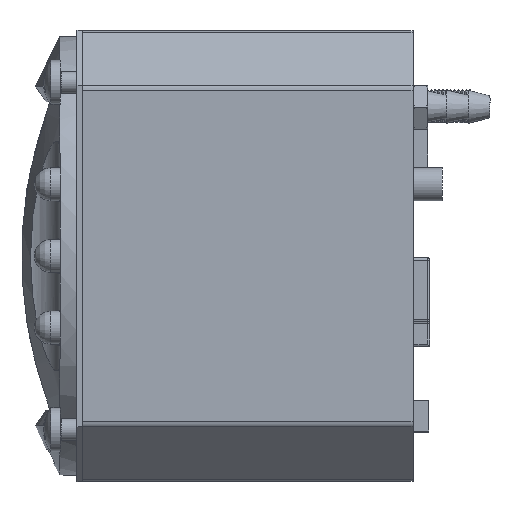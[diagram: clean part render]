
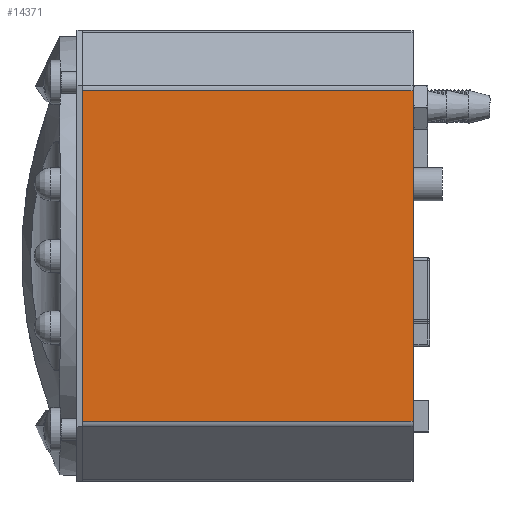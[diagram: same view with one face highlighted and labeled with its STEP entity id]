
A CAD part, left-side view. The second image highlights one B-rep face of the part: STEP entity #14371.
In plain terms, the highlighted planar face has unit normal (-1, 0, 0).
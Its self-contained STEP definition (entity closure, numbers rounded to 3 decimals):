
#13947 = CYLINDRICAL_SURFACE('',#13948,1.3);
#13948 = AXIS2_PLACEMENT_3D('',#13949,#13950,#13951);
#13949 = CARTESIAN_POINT('',(1.3,30.,30.));
#13950 = DIRECTION('',(0.,-1.,0.));
#13951 = DIRECTION('',(-1.,0.,0.));
#14040 = VERTEX_POINT('',#14041);
#14041 = CARTESIAN_POINT('',(0.,-30.,30.));
#14102 = PLANE('',#14103);
#14103 = AXIS2_PLACEMENT_3D('',#14104,#14105,#14106);
#14104 = CARTESIAN_POINT('',(0.,-30.,-30.));
#14105 = DIRECTION('',(0.,-1.,0.));
#14106 = DIRECTION('',(0.,0.,1.));
#14150 = VERTEX_POINT('',#14151);
#14151 = CARTESIAN_POINT('',(0.,30.,30.));
#14179 = EDGE_CURVE('',#14040,#14150,#14180,.T.);
#14180 = SURFACE_CURVE('',#14181,(#14185,#14192),.PCURVE_S1.);
#14181 = LINE('',#14182,#14183);
#14182 = CARTESIAN_POINT('',(0.,-30.,30.));
#14183 = VECTOR('',#14184,1.);
#14184 = DIRECTION('',(0.,1.,0.));
#14185 = PCURVE('',#13947,#14186);
#14186 = DEFINITIONAL_REPRESENTATION('',(#14187),#14191);
#14187 = LINE('',#14188,#14189);
#14188 = CARTESIAN_POINT('',(-0.,60.));
#14189 = VECTOR('',#14190,1.);
#14190 = DIRECTION('',(-0.,-1.));
#14191 = ( GEOMETRIC_REPRESENTATION_CONTEXT(2) 
PARAMETRIC_REPRESENTATION_CONTEXT() REPRESENTATION_CONTEXT('2D SPACE',''
  ) );
#14192 = PCURVE('',#14193,#14198);
#14193 = PLANE('',#14194);
#14194 = AXIS2_PLACEMENT_3D('',#14195,#14196,#14197);
#14195 = CARTESIAN_POINT('',(0.,0.,0.));
#14196 = DIRECTION('',(-1.,0.,0.));
#14197 = DIRECTION('',(0.,0.,-1.));
#14198 = DEFINITIONAL_REPRESENTATION('',(#14199),#14203);
#14199 = LINE('',#14200,#14201);
#14200 = CARTESIAN_POINT('',(-30.,30.));
#14201 = VECTOR('',#14202,1.);
#14202 = DIRECTION('',(0.,-1.));
#14203 = ( GEOMETRIC_REPRESENTATION_CONTEXT(2) 
PARAMETRIC_REPRESENTATION_CONTEXT() REPRESENTATION_CONTEXT('2D SPACE',''
  ) );
#14268 = VERTEX_POINT('',#14269);
#14269 = CARTESIAN_POINT('',(0.,-30.,-30.));
#14319 = EDGE_CURVE('',#14268,#14040,#14320,.T.);
#14320 = SURFACE_CURVE('',#14321,(#14325,#14332),.PCURVE_S1.);
#14321 = LINE('',#14322,#14323);
#14322 = CARTESIAN_POINT('',(0.,-30.,-30.));
#14323 = VECTOR('',#14324,1.);
#14324 = DIRECTION('',(0.,0.,1.));
#14325 = PCURVE('',#14102,#14326);
#14326 = DEFINITIONAL_REPRESENTATION('',(#14327),#14331);
#14327 = LINE('',#14328,#14329);
#14328 = CARTESIAN_POINT('',(0.,0.));
#14329 = VECTOR('',#14330,1.);
#14330 = DIRECTION('',(1.,0.));
#14331 = ( GEOMETRIC_REPRESENTATION_CONTEXT(2) 
PARAMETRIC_REPRESENTATION_CONTEXT() REPRESENTATION_CONTEXT('2D SPACE',''
  ) );
#14332 = PCURVE('',#14193,#14333);
#14333 = DEFINITIONAL_REPRESENTATION('',(#14334),#14338);
#14334 = LINE('',#14335,#14336);
#14335 = CARTESIAN_POINT('',(30.,30.));
#14336 = VECTOR('',#14337,1.);
#14337 = DIRECTION('',(-1.,0.));
#14338 = ( GEOMETRIC_REPRESENTATION_CONTEXT(2) 
PARAMETRIC_REPRESENTATION_CONTEXT() REPRESENTATION_CONTEXT('2D SPACE',''
  ) );
#14360 = PLANE('',#14361);
#14361 = AXIS2_PLACEMENT_3D('',#14362,#14363,#14364);
#14362 = CARTESIAN_POINT('',(0.,30.,30.));
#14363 = DIRECTION('',(0.,1.,0.));
#14364 = DIRECTION('',(0.,0.,-1.));
#14371 = ADVANCED_FACE('',(#14372),#14193,.T.);
#14372 = FACE_BOUND('',#14373,.T.);
#14373 = EDGE_LOOP('',(#14374,#14375,#14398,#14424));
#14374 = ORIENTED_EDGE('',*,*,#14179,.T.);
#14375 = ORIENTED_EDGE('',*,*,#14376,.T.);
#14376 = EDGE_CURVE('',#14150,#14377,#14379,.T.);
#14377 = VERTEX_POINT('',#14378);
#14378 = CARTESIAN_POINT('',(0.,30.,-30.));
#14379 = SURFACE_CURVE('',#14380,(#14384,#14391),.PCURVE_S1.);
#14380 = LINE('',#14381,#14382);
#14381 = CARTESIAN_POINT('',(0.,30.,30.));
#14382 = VECTOR('',#14383,1.);
#14383 = DIRECTION('',(0.,0.,-1.));
#14384 = PCURVE('',#14193,#14385);
#14385 = DEFINITIONAL_REPRESENTATION('',(#14386),#14390);
#14386 = LINE('',#14387,#14388);
#14387 = CARTESIAN_POINT('',(-30.,-30.));
#14388 = VECTOR('',#14389,1.);
#14389 = DIRECTION('',(1.,0.));
#14390 = ( GEOMETRIC_REPRESENTATION_CONTEXT(2) 
PARAMETRIC_REPRESENTATION_CONTEXT() REPRESENTATION_CONTEXT('2D SPACE',''
  ) );
#14391 = PCURVE('',#14360,#14392);
#14392 = DEFINITIONAL_REPRESENTATION('',(#14393),#14397);
#14393 = LINE('',#14394,#14395);
#14394 = CARTESIAN_POINT('',(0.,0.));
#14395 = VECTOR('',#14396,1.);
#14396 = DIRECTION('',(1.,0.));
#14397 = ( GEOMETRIC_REPRESENTATION_CONTEXT(2) 
PARAMETRIC_REPRESENTATION_CONTEXT() REPRESENTATION_CONTEXT('2D SPACE',''
  ) );
#14398 = ORIENTED_EDGE('',*,*,#14399,.T.);
#14399 = EDGE_CURVE('',#14377,#14268,#14400,.T.);
#14400 = SURFACE_CURVE('',#14401,(#14405,#14412),.PCURVE_S1.);
#14401 = LINE('',#14402,#14403);
#14402 = CARTESIAN_POINT('',(0.,30.,-30.));
#14403 = VECTOR('',#14404,1.);
#14404 = DIRECTION('',(0.,-1.,0.));
#14405 = PCURVE('',#14193,#14406);
#14406 = DEFINITIONAL_REPRESENTATION('',(#14407),#14411);
#14407 = LINE('',#14408,#14409);
#14408 = CARTESIAN_POINT('',(30.,-30.));
#14409 = VECTOR('',#14410,1.);
#14410 = DIRECTION('',(0.,1.));
#14411 = ( GEOMETRIC_REPRESENTATION_CONTEXT(2) 
PARAMETRIC_REPRESENTATION_CONTEXT() REPRESENTATION_CONTEXT('2D SPACE',''
  ) );
#14412 = PCURVE('',#14413,#14418);
#14413 = CYLINDRICAL_SURFACE('',#14414,1.3);
#14414 = AXIS2_PLACEMENT_3D('',#14415,#14416,#14417);
#14415 = CARTESIAN_POINT('',(1.3,-30.,-30.));
#14416 = DIRECTION('',(0.,1.,0.));
#14417 = DIRECTION('',(-1.,0.,0.));
#14418 = DEFINITIONAL_REPRESENTATION('',(#14419),#14423);
#14419 = LINE('',#14420,#14421);
#14420 = CARTESIAN_POINT('',(-0.,60.));
#14421 = VECTOR('',#14422,1.);
#14422 = DIRECTION('',(-0.,-1.));
#14423 = ( GEOMETRIC_REPRESENTATION_CONTEXT(2) 
PARAMETRIC_REPRESENTATION_CONTEXT() REPRESENTATION_CONTEXT('2D SPACE',''
  ) );
#14424 = ORIENTED_EDGE('',*,*,#14319,.T.);
